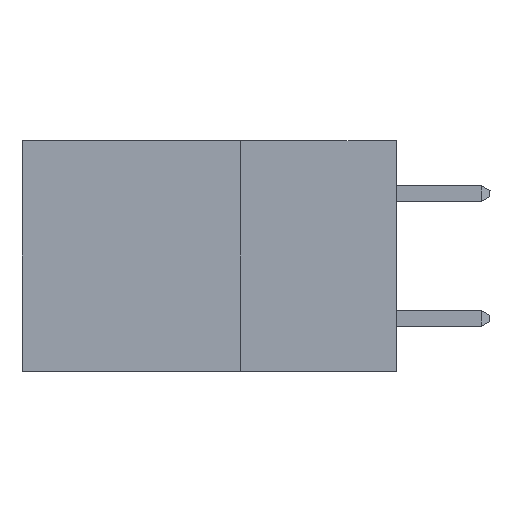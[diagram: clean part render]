
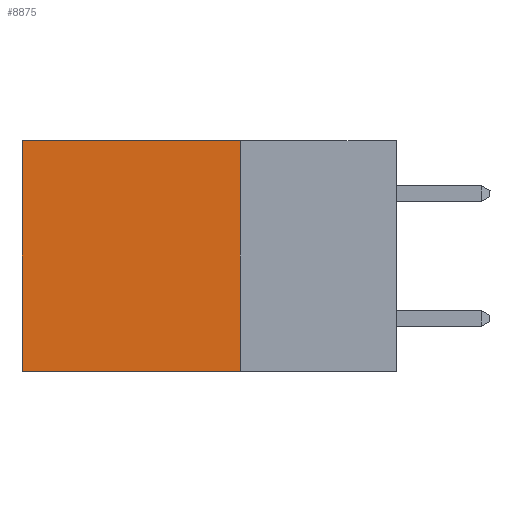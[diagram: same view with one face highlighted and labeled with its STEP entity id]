
A CAD part, left-side view. The second image highlights one B-rep face of the part: STEP entity #8875.
In plain terms, the highlighted planar face has unit normal (-1, 0, 0).
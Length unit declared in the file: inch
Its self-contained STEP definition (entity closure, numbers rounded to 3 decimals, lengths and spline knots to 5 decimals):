
#246 = LINE ( 'NONE', #1009, #18329 ) ;
#896 = EDGE_CURVE ( 'NONE', #9566, #7509, #246, .T. ) ;
#1009 = CARTESIAN_POINT ( 'NONE',  ( 0.298, 0.25, 0. ) ) ;
#1769 = ORIENTED_EDGE ( 'NONE', *, *, #6906, .F. ) ;
#2564 = CARTESIAN_POINT ( 'NONE',  ( 0.298, 0.25, 0. ) ) ;
#2785 = ORIENTED_EDGE ( 'NONE', *, *, #896, .T. ) ;
#2807 = CARTESIAN_POINT ( 'NONE',  ( 0.298, 0.25, 0. ) ) ;
#2902 = VECTOR ( 'NONE', #5999, 39.37008 ) ;
#3027 = DIRECTION ( 'NONE',  ( 0., 1., 0. ) ) ;
#3435 = ORIENTED_EDGE ( 'NONE', *, *, #12530, .T. ) ;
#4044 = DIRECTION ( 'NONE',  ( 0., 0., -1. ) ) ;
#4818 = EDGE_LOOP ( 'NONE', ( #3435, #9097, #1769, #2785 ) ) ;
#5781 = VERTEX_POINT ( 'NONE', #11657 ) ;
#5999 = DIRECTION ( 'NONE',  ( 0., 0., -1. ) ) ;
#6565 = CARTESIAN_POINT ( 'NONE',  ( 0.298, 0.25, -0.37 ) ) ;
#6755 = CARTESIAN_POINT ( 'NONE',  ( 0.298, 0.25, -0.37 ) ) ;
#6761 = LINE ( 'NONE', #10386, #2902 ) ;
#6906 = EDGE_CURVE ( 'NONE', #9566, #16564, #8919, .T. ) ;
#7147 = VECTOR ( 'NONE', #8254, 39.37008 ) ;
#7506 = CARTESIAN_POINT ( 'NONE',  ( 0.298, 0.25, 0. ) ) ;
#7509 = VERTEX_POINT ( 'NONE', #18620 ) ;
#8254 = DIRECTION ( 'NONE',  ( 0., 1., 0. ) ) ;
#8700 = PLANE ( 'NONE',  #10882 ) ;
#8875 = ADVANCED_FACE ( 'NONE', ( #13991 ), #8700, .F. ) ;
#8919 = LINE ( 'NONE', #2564, #16300 ) ;
#9097 = ORIENTED_EDGE ( 'NONE', *, *, #14798, .F. ) ;
#9566 = VERTEX_POINT ( 'NONE', #7506 ) ;
#10174 = DIRECTION ( 'NONE',  ( 0., 0., -1. ) ) ;
#10386 = CARTESIAN_POINT ( 'NONE',  ( 0.298, 0.6, 0. ) ) ;
#10882 = AXIS2_PLACEMENT_3D ( 'NONE', #2807, #18852, #10174 ) ;
#11657 = CARTESIAN_POINT ( 'NONE',  ( 0.298, 0.6, -0.37 ) ) ;
#12530 = EDGE_CURVE ( 'NONE', #7509, #5781, #6761, .T. ) ;
#13991 = FACE_OUTER_BOUND ( 'NONE', #4818, .T. ) ;
#14798 = EDGE_CURVE ( 'NONE', #16564, #5781, #15058, .T. ) ;
#15058 = LINE ( 'NONE', #6755, #7147 ) ;
#16300 = VECTOR ( 'NONE', #4044, 39.37008 ) ;
#16564 = VERTEX_POINT ( 'NONE', #6565 ) ;
#18329 = VECTOR ( 'NONE', #3027, 39.37008 ) ;
#18620 = CARTESIAN_POINT ( 'NONE',  ( 0.298, 0.6, 0. ) ) ;
#18852 = DIRECTION ( 'NONE',  ( 1., 0., 0. ) ) ;
